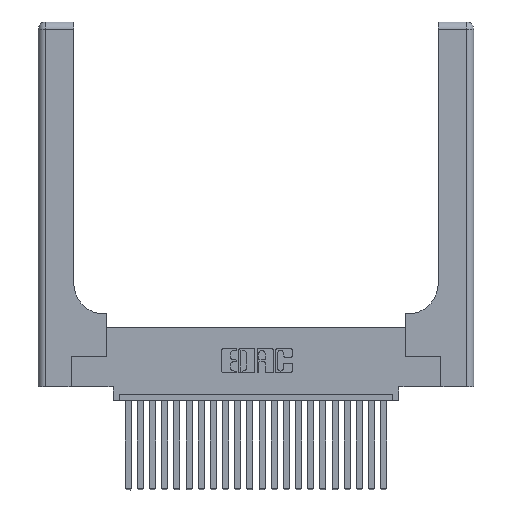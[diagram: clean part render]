
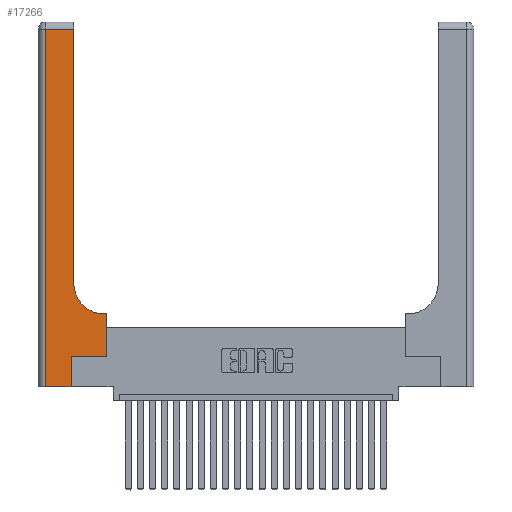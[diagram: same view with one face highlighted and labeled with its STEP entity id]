
A CAD part, top view. The second image highlights one B-rep face of the part: STEP entity #17266.
In plain terms, the highlighted planar face has unit normal (0, 0, 1).
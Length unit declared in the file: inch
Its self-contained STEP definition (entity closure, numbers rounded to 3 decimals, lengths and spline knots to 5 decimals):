
#54 = CARTESIAN_POINT ( 'NONE',  ( 0., 2.94, 0.37 ) ) ;
#119 = ORIENTED_EDGE ( 'NONE', *, *, #8415, .T. ) ;
#169 = VERTEX_POINT ( 'NONE', #22843 ) ;
#224 = EDGE_CURVE ( 'NONE', #8339, #1000, #8644, .T. ) ;
#1000 = VERTEX_POINT ( 'NONE', #4105 ) ;
#2232 = ORIENTED_EDGE ( 'NONE', *, *, #8480, .T. ) ;
#2368 = CARTESIAN_POINT ( 'NONE',  ( 0.2915, 3., 0.37 ) ) ;
#2514 = CIRCLE ( 'NONE', #23707, 0.25 ) ;
#2841 = ORIENTED_EDGE ( 'NONE', *, *, #224, .T. ) ;
#2899 = ORIENTED_EDGE ( 'NONE', *, *, #15691, .T. ) ;
#3077 = CARTESIAN_POINT ( 'NONE',  ( 0.2915, 2.94, 0.37 ) ) ;
#3117 = DIRECTION ( 'NONE',  ( 1., 0., 0. ) ) ;
#3397 = VECTOR ( 'NONE', #10894, 39.37008 ) ;
#4105 = CARTESIAN_POINT ( 'NONE',  ( 0.06, 2.94, 0.37 ) ) ;
#4261 = VECTOR ( 'NONE', #7774, 39.37008 ) ;
#5313 = CARTESIAN_POINT ( 'NONE',  ( 0.269, 0.25, 0.37 ) ) ;
#5486 = VERTEX_POINT ( 'NONE', #13291 ) ;
#5818 = CARTESIAN_POINT ( 'NONE',  ( 0.269, 0., 0.37 ) ) ;
#5910 = DIRECTION ( 'NONE',  ( 1., 0., 0. ) ) ;
#6319 = DIRECTION ( 'NONE',  ( 0., -1., 0. ) ) ;
#6449 = EDGE_CURVE ( 'NONE', #8625, #169, #18521, .T. ) ;
#6763 = ORIENTED_EDGE ( 'NONE', *, *, #19973, .T. ) ;
#7408 = ORIENTED_EDGE ( 'NONE', *, *, #15633, .T. ) ;
#7688 = CARTESIAN_POINT ( 'NONE',  ( 0.269, 0.25, 0.37 ) ) ;
#7711 = CARTESIAN_POINT ( 'NONE',  ( 0.5415, 0.6, 0.37 ) ) ;
#7774 = DIRECTION ( 'NONE',  ( 0., 1., 0. ) ) ;
#8044 = FACE_OUTER_BOUND ( 'NONE', #11332, .T. ) ;
#8339 = VERTEX_POINT ( 'NONE', #3077 ) ;
#8415 = EDGE_CURVE ( 'NONE', #22470, #12673, #2514, .T. ) ;
#8430 = LINE ( 'NONE', #5818, #4261 ) ;
#8480 = EDGE_CURVE ( 'NONE', #19783, #8625, #8430, .T. ) ;
#8625 = VERTEX_POINT ( 'NONE', #7688 ) ;
#8644 = LINE ( 'NONE', #54, #10953 ) ;
#9916 = VECTOR ( 'NONE', #6319, 39.37008 ) ;
#10277 = VECTOR ( 'NONE', #12824, 39.37008 ) ;
#10894 = DIRECTION ( 'NONE',  ( 0., 1., 0. ) ) ;
#10898 = CARTESIAN_POINT ( 'NONE',  ( 0.06, 0., 0.37 ) ) ;
#10953 = VECTOR ( 'NONE', #15234, 39.37008 ) ;
#11087 = LINE ( 'NONE', #18961, #9916 ) ;
#11332 = EDGE_LOOP ( 'NONE', ( #12205, #2841, #6763, #21079, #2232, #14972, #7408, #2899, #119 ) ) ;
#11926 = CARTESIAN_POINT ( 'NONE',  ( 0.2915, 0.85, 0.37 ) ) ;
#12205 = ORIENTED_EDGE ( 'NONE', *, *, #18987, .T. ) ;
#12267 = CARTESIAN_POINT ( 'NONE',  ( 0., 0., 0.37 ) ) ;
#12673 = VERTEX_POINT ( 'NONE', #11926 ) ;
#12824 = DIRECTION ( 'NONE',  ( 1., 0., 0. ) ) ;
#13291 = CARTESIAN_POINT ( 'NONE',  ( 0.5585, 0.6, 0.37 ) ) ;
#13507 = DIRECTION ( 'NONE',  ( 0., 0., -1. ) ) ;
#13858 = LINE ( 'NONE', #2368, #18325 ) ;
#13977 = LINE ( 'NONE', #22552, #17238 ) ;
#14117 = CARTESIAN_POINT ( 'NONE',  ( 0., 3., 0.37 ) ) ;
#14533 = CARTESIAN_POINT ( 'NONE',  ( 0.5585, 0.25, 0.37 ) ) ;
#14972 = ORIENTED_EDGE ( 'NONE', *, *, #6449, .T. ) ;
#15234 = DIRECTION ( 'NONE',  ( -1., 0., 0. ) ) ;
#15633 = EDGE_CURVE ( 'NONE', #169, #5486, #18455, .T. ) ;
#15691 = EDGE_CURVE ( 'NONE', #5486, #22470, #13977, .T. ) ;
#16042 = DIRECTION ( 'NONE',  ( -1., 0., 0. ) ) ;
#16241 = LINE ( 'NONE', #12267, #20683 ) ;
#17238 = VECTOR ( 'NONE', #18995, 39.37008 ) ;
#17266 = ADVANCED_FACE ( 'NONE', ( #8044 ), #21913, .F. ) ;
#18325 = VECTOR ( 'NONE', #19440, 39.37008 ) ;
#18455 = LINE ( 'NONE', #14533, #3397 ) ;
#18521 = LINE ( 'NONE', #5313, #10277 ) ;
#18961 = CARTESIAN_POINT ( 'NONE',  ( 0.06, 3., 0.37 ) ) ;
#18987 = EDGE_CURVE ( 'NONE', #12673, #8339, #13858, .T. ) ;
#18995 = DIRECTION ( 'NONE',  ( -1., 0., 0. ) ) ;
#19140 = EDGE_CURVE ( 'NONE', #23621, #19783, #16241, .T. ) ;
#19440 = DIRECTION ( 'NONE',  ( 0., 1., 0. ) ) ;
#19629 = CARTESIAN_POINT ( 'NONE',  ( 0.269, 0., 0.37 ) ) ;
#19783 = VERTEX_POINT ( 'NONE', #19629 ) ;
#19862 = DIRECTION ( 'NONE',  ( 0., 0., -1. ) ) ;
#19973 = EDGE_CURVE ( 'NONE', #1000, #23621, #11087, .T. ) ;
#20683 = VECTOR ( 'NONE', #3117, 39.37008 ) ;
#21079 = ORIENTED_EDGE ( 'NONE', *, *, #19140, .T. ) ;
#21151 = CARTESIAN_POINT ( 'NONE',  ( 0.5415, 0.85, 0.37 ) ) ;
#21913 = PLANE ( 'NONE',  #22069 ) ;
#22069 = AXIS2_PLACEMENT_3D ( 'NONE', #14117, #19862, #16042 ) ;
#22470 = VERTEX_POINT ( 'NONE', #7711 ) ;
#22552 = CARTESIAN_POINT ( 'NONE',  ( 0.2915, 0.6, 0.37 ) ) ;
#22843 = CARTESIAN_POINT ( 'NONE',  ( 0.5585, 0.25, 0.37 ) ) ;
#23621 = VERTEX_POINT ( 'NONE', #10898 ) ;
#23707 = AXIS2_PLACEMENT_3D ( 'NONE', #21151, #13507, #5910 ) ;
